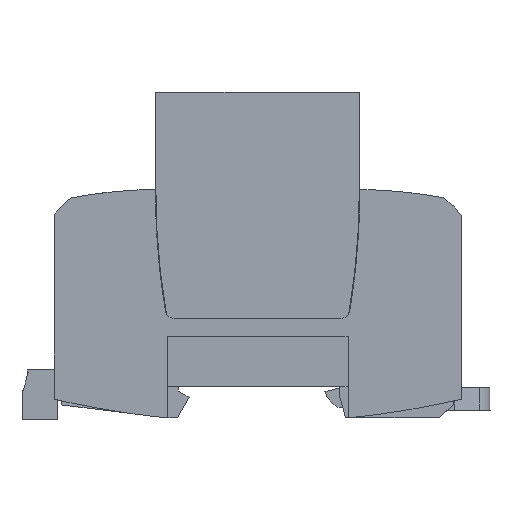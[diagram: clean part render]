
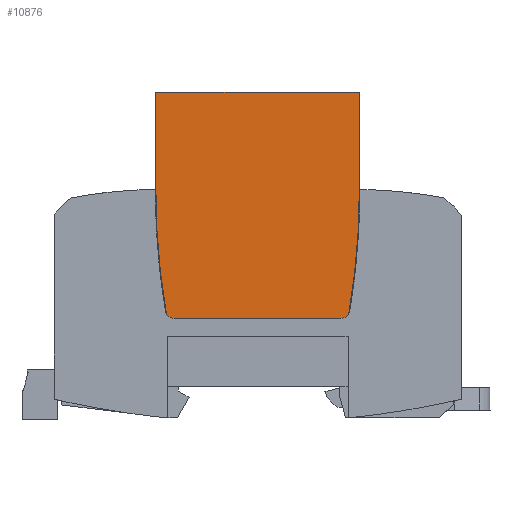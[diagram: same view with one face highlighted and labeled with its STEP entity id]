
A CAD part, left-side view. The second image highlights one B-rep face of the part: STEP entity #10876.
In plain terms, the highlighted planar face has unit normal (-1, 0, 0).
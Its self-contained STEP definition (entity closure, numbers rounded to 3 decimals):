
#63=CARTESIAN_POINT('',(-8.75,22.5,43.475));
#423=CARTESIAN_POINT('',(-8.75,18.41,15.));
#424=CARTESIAN_POINT('',(-8.75,18.49,15.));
#425=CARTESIAN_POINT('',(-8.75,18.649,15.008));
#426=CARTESIAN_POINT('',(-8.75,18.887,15.051));
#427=CARTESIAN_POINT('',(-8.75,19.12,15.123));
#428=CARTESIAN_POINT('',(-8.75,19.343,15.223));
#429=CARTESIAN_POINT('',(-8.75,19.553,15.349));
#430=CARTESIAN_POINT('',(-8.75,19.746,15.5));
#431=CARTESIAN_POINT('',(-8.75,19.918,15.673));
#432=CARTESIAN_POINT('',(-8.75,20.067,15.863));
#433=CARTESIAN_POINT('',(-8.75,20.149,16.));
#434=CARTESIAN_POINT('',(-8.75,20.186,16.071));
#436=DIRECTION('',(0.,1.,0.));
#437=VECTOR('',#436,36.831);
#438=CARTESIAN_POINT('',(-8.75,-18.422,15.));
#439=LINE('',#438,#437);
#444=CARTESIAN_POINT('',(-8.75,-20.184,16.065));
#533=CARTESIAN_POINT('',(-8.75,-18.422,15.));
#534=CARTESIAN_POINT('',(-8.75,-18.499,14.999));
#535=CARTESIAN_POINT('',(-8.749,-18.653,15.008));
#536=CARTESIAN_POINT('',(-8.75,-18.887,15.05));
#537=CARTESIAN_POINT('',(-8.75,-19.117,15.121));
#538=CARTESIAN_POINT('',(-8.75,-19.339,15.22));
#539=CARTESIAN_POINT('',(-8.75,-19.549,15.346));
#540=CARTESIAN_POINT('',(-8.75,-19.742,15.497));
#541=CARTESIAN_POINT('',(-8.75,-19.915,15.669));
#542=CARTESIAN_POINT('',(-8.749,-20.065,15.859));
#543=CARTESIAN_POINT('',(-8.75,-20.147,15.994));
#544=CARTESIAN_POINT('',(-8.75,-20.184,16.065));
#546=CARTESIAN_POINT('',(-8.75,-141.279,43.507));
#547=DIRECTION('',(-1.,0.,0.));
#548=DIRECTION('',(0.,1.,0.));
#549=AXIS2_PLACEMENT_3D('',#546,#547,#548);
#551=DIRECTION('',(0.,0.,-1.));
#552=VECTOR('',#551,21.525);
#553=CARTESIAN_POINT('',(-8.75,22.5,65.));
#554=LINE('',#553,#552);
#555=DIRECTION('',(0.,1.,0.));
#556=VECTOR('',#555,45.);
#557=CARTESIAN_POINT('',(-8.75,-22.5,65.));
#558=LINE('',#557,#556);
#559=DIRECTION('',(0.,0.,1.));
#560=VECTOR('',#559,21.525);
#561=CARTESIAN_POINT('',(-8.75,-22.5,43.475));
#562=LINE('',#561,#560);
#563=CARTESIAN_POINT('',(-8.75,141.279,43.507));
#564=DIRECTION('',(-1.,0.,0.));
#565=DIRECTION('',(0.,-0.986,-0.168));
#566=AXIS2_PLACEMENT_3D('',#563,#564,#565);
#8121=CARTESIAN_POINT('',(-8.75,22.5,65.));
#8123=VERTEX_POINT('',#8121);
#8125=CARTESIAN_POINT('',(-8.75,-22.5,65.));
#8126=VERTEX_POINT('',#8125);
#9372=VERTEX_POINT('',#63);
#9373=CARTESIAN_POINT('',(-8.75,-22.5,
43.475));
#9374=VERTEX_POINT('',#9373);
#9967=VERTEX_POINT('',#444);
#9968=VERTEX_POINT('',#533);
#9969=CARTESIAN_POINT('',(-8.75,18.41,15.));
#9970=VERTEX_POINT('',#9969);
#9971=VERTEX_POINT('',#434);
#10859=CARTESIAN_POINT('',(-8.75,-27.,
9.997));
#10860=DIRECTION('',(-1.,0.,0.));
#10861=DIRECTION('',(0.,0.,1.));
#10862=AXIS2_PLACEMENT_3D('',#10859,#10860,#10861);
#10863=PLANE('',#10862);
#10864=ORIENTED_EDGE('',*,*,#10803,.F.);
#10865=ORIENTED_EDGE('',*,*,#10801,.T.);
#10866=ORIENTED_EDGE('',*,*,#10799,.T.);
#10867=ORIENTED_EDGE('',*,*,#10732,.F.);
#10868=ORIENTED_EDGE('',*,*,#10369,.F.);
#10869=ORIENTED_EDGE('',*,*,#10335,.F.);
#10871=ORIENTED_EDGE('',*,*,#10870,.F.);
#10873=ORIENTED_EDGE('',*,*,#10872,.F.);
#10874=EDGE_LOOP('',(#10864,#10865,#10866,#10867,#10868,#10869,#10871,#10873));
#10875=FACE_OUTER_BOUND('',#10874,.F.);
#10876=ADVANCED_FACE('',(#10875),#10863,.T.);
#435=B_SPLINE_CURVE_WITH_KNOTS('',3,(#423,#424,#425,#426,#427,#428,#429,#430,
#431,#432,#433,#434),.UNSPECIFIED.,.F.,.F.,(4,1,1,1,1,1,1,1,1,4),(0.,
0.111,0.222,0.333,0.444,
0.556,0.667,0.778,0.889,1.),
.UNSPECIFIED.);
#545=B_SPLINE_CURVE_WITH_KNOTS('',3,(#533,#534,#535,#536,#537,#538,#539,#540,
#541,#542,#543,#544),.UNSPECIFIED.,.F.,.F.,(4,1,1,1,1,1,1,1,1,4),(0.,
0.111,0.222,0.333,0.444,
0.556,0.667,0.778,0.889,1.),
.UNSPECIFIED.);
#550=CIRCLE('',#549,163.779);
#567=CIRCLE('',#566,163.779);
#10335=EDGE_CURVE('',#8126,#8123,#558,.T.);
#10369=EDGE_CURVE('',#8123,#9372,#554,.T.);
#10732=EDGE_CURVE('',#9372,#9971,#550,.T.);
#10799=EDGE_CURVE('',#9970,#9971,#435,.T.);
#10801=EDGE_CURVE('',#9968,#9970,#439,.T.);
#10803=EDGE_CURVE('',#9968,#9967,#545,.T.);
#10870=EDGE_CURVE('',#9374,#8126,#562,.T.);
#10872=EDGE_CURVE('',#9967,#9374,#567,.T.);
